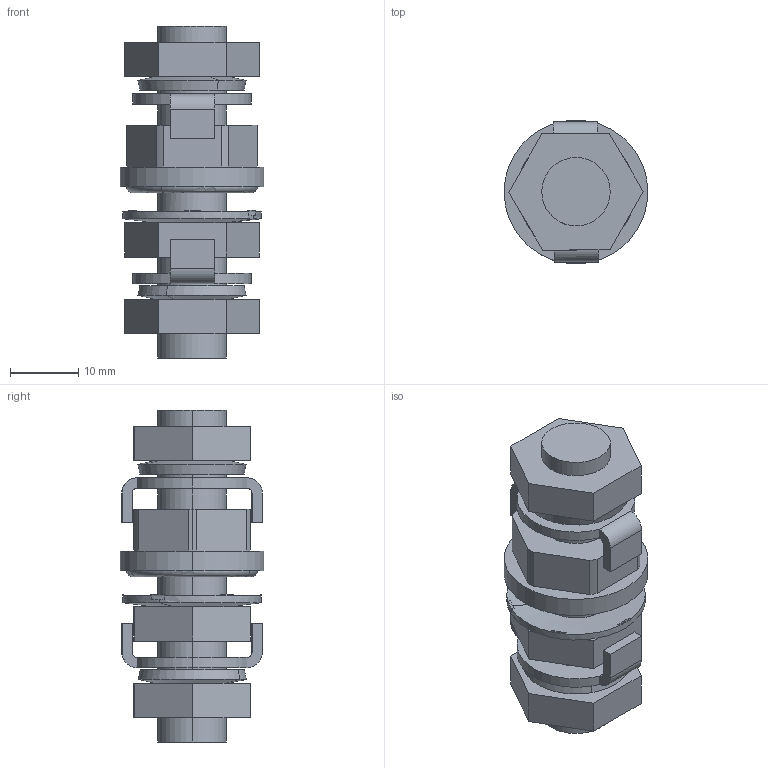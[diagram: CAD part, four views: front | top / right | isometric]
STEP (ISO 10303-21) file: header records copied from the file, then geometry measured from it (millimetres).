
FILE_DESCRIPTION(('CATIA V5R24 STEP','CAx-IF Rec.Pracs.--- Model Styling and Organization---1.2---2011-12-15'),'2;1');
FILE_NAME ('D1450589_0_1283440000_1283440000.stp','2018-02-09T09:30:42+00:00',('none'),('Weidmueller'),'CATIA Version 5-6 Release 2014 SP4 HF52','CATIA V5 STEP AP214','none');
FILE_SCHEMA(('AUTOMOTIVE_DESIGN { 1 0 10303 214 1 1 1 1 }'));
Length unit declared in the file: millimetre
Products named in the file (1): PEBZ_M10_SET
Bounding box: 21 x 21 x 48.5 mm (x, y, z)
Volume: 9387.6 mm3; surface area: 6783.7 mm2
Topology: 6 solids, 6 shells, 162 faces, 382 edges, 238 vertices
Faces by surface type: plane 74, cylinder 54, cone 26, torus 8
Entity records: 4644 total; most frequent: CARTESIAN_POINT 900, ORIENTED_EDGE 764, DIRECTION 624, EDGE_CURVE 382, AXIS2_PLACEMENT_3D 275, VERTEX_POINT 238, VECTOR 224, LINE 224
